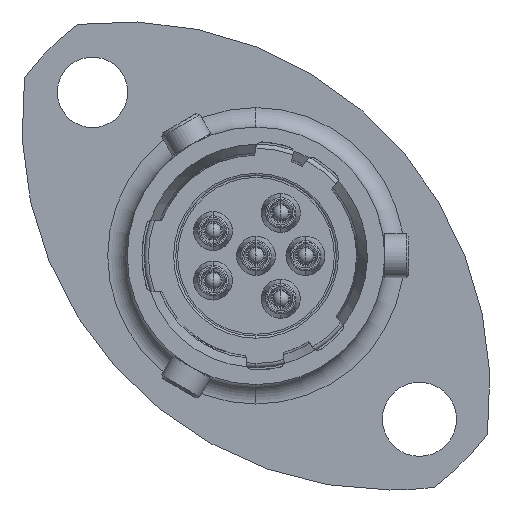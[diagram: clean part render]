
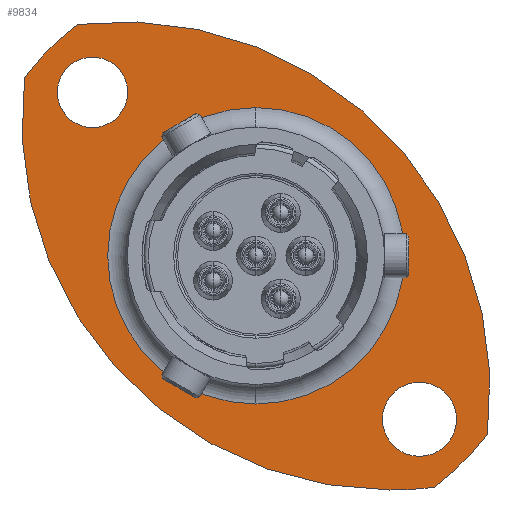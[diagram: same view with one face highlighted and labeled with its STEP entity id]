
A CAD part, left-side view. The second image highlights one B-rep face of the part: STEP entity #9834.
In plain terms, the highlighted planar face has unit normal (-1, 0, 0).
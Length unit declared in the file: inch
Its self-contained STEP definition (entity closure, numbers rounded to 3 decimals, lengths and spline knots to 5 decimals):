
#171 = CARTESIAN_POINT ( 'NONE',  ( 0.47396, -0.08191, -0.29416 ) ) ;
#216 = CARTESIAN_POINT ( 'NONE',  ( 0.47396, 0.21527, 0.20512 ) ) ;
#2196 = CARTESIAN_POINT ( 'NONE',  ( 0.47396, -0.02832, 0.17922 ) ) ;
#2197 = DIRECTION ( 'NONE',  ( -1., 0., 0. ) ) ;
#2198 = DIRECTION ( 'NONE',  ( 0., 0., -1. ) ) ;
#2226 = CARTESIAN_POINT ( 'NONE',  ( 0.47396, 0.21527, -0.06437 ) ) ;
#2227 = DIRECTION ( 'NONE',  ( 1., 0., 0. ) ) ;
#2228 = DIRECTION ( 'NONE',  ( 0., 0., -1. ) ) ;
#2266 = CARTESIAN_POINT ( 'NONE',  ( 0.47396, -0.08191, -0.36155 ) ) ;
#2267 = DIRECTION ( 'NONE',  ( -1., 0., 0. ) ) ;
#2268 = DIRECTION ( 'NONE',  ( 0., 0., -1. ) ) ;
#2632 = VERTEX_POINT ( 'NONE', #171 ) ;
#2649 = ORIENTED_EDGE ( 'NONE', *, *, #6708, .T. ) ;
#2673 = ORIENTED_EDGE ( 'NONE', *, *, #6423, .T. ) ;
#2888 = CIRCLE ( 'NONE', #2891, 0.26949 ) ;
#2891 = AXIS2_PLACEMENT_3D ( 'NONE', #17514, #17515, #17517 ) ;
#3327 = CIRCLE ( 'NONE', #3329, 0.66929 ) ;
#3329 = AXIS2_PLACEMENT_3D ( 'NONE', #2196, #2197, #2198 ) ;
#3340 = CIRCLE ( 'NONE', #3343, 0.26949 ) ;
#3343 = AXIS2_PLACEMENT_3D ( 'NONE', #2226, #2227, #2228 ) ;
#3358 = CIRCLE ( 'NONE', #3362, 0.06739 ) ;
#3362 = AXIS2_PLACEMENT_3D ( 'NONE', #2266, #2267, #2268 ) ;
#3483 = CIRCLE ( 'NONE', #3486, 0.66929 ) ;
#3486 = AXIS2_PLACEMENT_3D ( 'NONE', #13947, #13948, #13949 ) ;
#3514 = CIRCLE ( 'NONE', #3516, 0.06739 ) ;
#3516 = AXIS2_PLACEMENT_3D ( 'NONE', #14006, #14007, #14008 ) ;
#3521 = CIRCLE ( 'NONE', #3525, 0.66929 ) ;
#3525 = AXIS2_PLACEMENT_3D ( 'NONE', #14029, #14030, #14031 ) ;
#3561 = CIRCLE ( 'NONE', #3563, 0.06398 ) ;
#3563 = AXIS2_PLACEMENT_3D ( 'NONE', #14134, #14135, #14136 ) ;
#3738 = CIRCLE ( 'NONE', #3740, 0.5315 ) ;
#3740 = AXIS2_PLACEMENT_3D ( 'NONE', #14457, #14458, #14459 ) ;
#4263 = EDGE_LOOP ( 'NONE', ( #9931, #9929, #9930, #9928, #9927 ) ) ;
#4311 = EDGE_LOOP ( 'NONE', ( #9936, #9935 ) ) ;
#4356 = VERTEX_POINT ( 'NONE', #216 ) ;
#4393 = EDGE_LOOP ( 'NONE', ( #9934, #9932 ) ) ;
#4707 = EDGE_LOOP ( 'NONE', ( #2649, #2673 ) ) ;
#5992 = CARTESIAN_POINT ( 'NONE',  ( 0.47396, 0.54, 0.35639 ) ) ;
#6004 = CARTESIAN_POINT ( 'NONE',  ( 0.47396, 0.51245, 0.29679 ) ) ;
#6011 = CARTESIAN_POINT ( 'NONE',  ( 0.47396, -0.08191, -0.42894 ) ) ;
#6020 = CARTESIAN_POINT ( 'NONE',  ( 0.47396, 0.63604, 0.26035 ) ) ;
#6032 = CARTESIAN_POINT ( 'NONE',  ( 0.47396, -0.20549, -0.38909 ) ) ;
#6125 = CARTESIAN_POINT ( 'NONE',  ( 0.47396, 0.21527, -0.33386 ) ) ;
#6129 = CARTESIAN_POINT ( 'NONE',  ( 0.47396, -0.10945, -0.48514 ) ) ;
#6131 = CARTESIAN_POINT ( 'NONE',  ( 0.47396, -0.02832, -0.49007 ) ) ;
#6132 = CARTESIAN_POINT ( 'NONE',  ( 0.47396, 0.51245, 0.16883 ) ) ;
#6423 = EDGE_CURVE ( 'NONE', #4356, #10744, #2888, .T. ) ;
#6698 = EDGE_CURVE ( 'NONE', #10467, #10814, #3327, .T. ) ;
#6708 = EDGE_CURVE ( 'NONE', #10744, #4356, #3340, .T. ) ;
#6721 = EDGE_CURVE ( 'NONE', #2632, #10357, #3358, .T. ) ;
#6814 = EDGE_CURVE ( 'NONE', #10814, #10813, #3483, .T. ) ;
#6833 = EDGE_CURVE ( 'NONE', #10357, #2632, #3514, .T. ) ;
#6840 = EDGE_CURVE ( 'NONE', #10509, #10298, #3521, .T. ) ;
#6867 = EDGE_CURVE ( 'NONE', #10816, #10358, #3561, .T. ) ;
#6969 = EDGE_CURVE ( 'NONE', #10813, #10509, #3738, .T. ) ;
#6984 = EDGE_CURVE ( 'NONE', #10298, #10467, #12084, .T. ) ;
#6988 = EDGE_CURVE ( 'NONE', #10358, #10816, #12092, .T. ) ;
#7789 = PLANE ( 'NONE',  #12386 ) ;
#7790 = FACE_BOUND ( 'NONE', #4707, .T. ) ;
#7792 = FACE_BOUND ( 'NONE', #4311, .T. ) ;
#7794 = FACE_BOUND ( 'NONE', #4393, .T. ) ;
#7796 = FACE_OUTER_BOUND ( 'NONE', #4263, .T. ) ;
#7806 = CARTESIAN_POINT ( 'NONE',  ( 0.47396, 0.44933, -0.06437 ) ) ;
#7807 = DIRECTION ( 'NONE',  ( 1., 0., 0. ) ) ;
#7808 = DIRECTION ( 'NONE',  ( 0., 0., -1. ) ) ;
#9834 = ADVANCED_FACE ( 'NONE', ( #7790, #7792, #7794, #7796 ), #7789, .F. ) ;
#9927 = ORIENTED_EDGE ( 'NONE', *, *, #6984, .T. ) ;
#9928 = ORIENTED_EDGE ( 'NONE', *, *, #6840, .T. ) ;
#9929 = ORIENTED_EDGE ( 'NONE', *, *, #6814, .T. ) ;
#9930 = ORIENTED_EDGE ( 'NONE', *, *, #6969, .T. ) ;
#9931 = ORIENTED_EDGE ( 'NONE', *, *, #6698, .T. ) ;
#9932 = ORIENTED_EDGE ( 'NONE', *, *, #6988, .F. ) ;
#9934 = ORIENTED_EDGE ( 'NONE', *, *, #6867, .F. ) ;
#9935 = ORIENTED_EDGE ( 'NONE', *, *, #6721, .F. ) ;
#9936 = ORIENTED_EDGE ( 'NONE', *, *, #6833, .F. ) ;
#10298 = VERTEX_POINT ( 'NONE', #5992 ) ;
#10357 = VERTEX_POINT ( 'NONE', #6011 ) ;
#10358 = VERTEX_POINT ( 'NONE', #6004 ) ;
#10467 = VERTEX_POINT ( 'NONE', #6020 ) ;
#10509 = VERTEX_POINT ( 'NONE', #6032 ) ;
#10744 = VERTEX_POINT ( 'NONE', #6125 ) ;
#10813 = VERTEX_POINT ( 'NONE', #6129 ) ;
#10814 = VERTEX_POINT ( 'NONE', #6131 ) ;
#10816 = VERTEX_POINT ( 'NONE', #6132 ) ;
#12084 = CIRCLE ( 'NONE', #12087, 0.5315 ) ;
#12087 = AXIS2_PLACEMENT_3D ( 'NONE', #14502, #14503, #14504 ) ;
#12092 = CIRCLE ( 'NONE', #12095, 0.06398 ) ;
#12095 = AXIS2_PLACEMENT_3D ( 'NONE', #14514, #14515, #14516 ) ;
#12386 = AXIS2_PLACEMENT_3D ( 'NONE', #7806, #7807, #7808 ) ;
#13947 = CARTESIAN_POINT ( 'NONE',  ( 0.47396, -0.02832, 0.17922 ) ) ;
#13948 = DIRECTION ( 'NONE',  ( -1., 0., 0. ) ) ;
#13949 = DIRECTION ( 'NONE',  ( 0., 0., -1. ) ) ;
#14006 = CARTESIAN_POINT ( 'NONE',  ( 0.47396, -0.08191, -0.36155 ) ) ;
#14007 = DIRECTION ( 'NONE',  ( -1., 0., 0. ) ) ;
#14008 = DIRECTION ( 'NONE',  ( 0., 0., -1. ) ) ;
#14029 = CARTESIAN_POINT ( 'NONE',  ( 0.47396, 0.45886, -0.30796 ) ) ;
#14030 = DIRECTION ( 'NONE',  ( -1., 0., 0. ) ) ;
#14031 = DIRECTION ( 'NONE',  ( 0., 0., -1. ) ) ;
#14134 = CARTESIAN_POINT ( 'NONE',  ( 0.47396, 0.51245, 0.23281 ) ) ;
#14135 = DIRECTION ( 'NONE',  ( -1., 0., 0. ) ) ;
#14136 = DIRECTION ( 'NONE',  ( 0., 0., -1. ) ) ;
#14457 = CARTESIAN_POINT ( 'NONE',  ( 0.47396, 0.21527, -0.06437 ) ) ;
#14458 = DIRECTION ( 'NONE',  ( -1., 0., 0. ) ) ;
#14459 = DIRECTION ( 'NONE',  ( 0., 0., 1. ) ) ;
#14502 = CARTESIAN_POINT ( 'NONE',  ( 0.47396, 0.21527, -0.06437 ) ) ;
#14503 = DIRECTION ( 'NONE',  ( -1., 0., 0. ) ) ;
#14504 = DIRECTION ( 'NONE',  ( 0., 0., 1. ) ) ;
#14514 = CARTESIAN_POINT ( 'NONE',  ( 0.47396, 0.51245, 0.23281 ) ) ;
#14515 = DIRECTION ( 'NONE',  ( -1., 0., 0. ) ) ;
#14516 = DIRECTION ( 'NONE',  ( 0., 0., -1. ) ) ;
#17514 = CARTESIAN_POINT ( 'NONE',  ( 0.47396, 0.21527, -0.06437 ) ) ;
#17515 = DIRECTION ( 'NONE',  ( 1., 0., 0. ) ) ;
#17517 = DIRECTION ( 'NONE',  ( 0., 0., -1. ) ) ;
